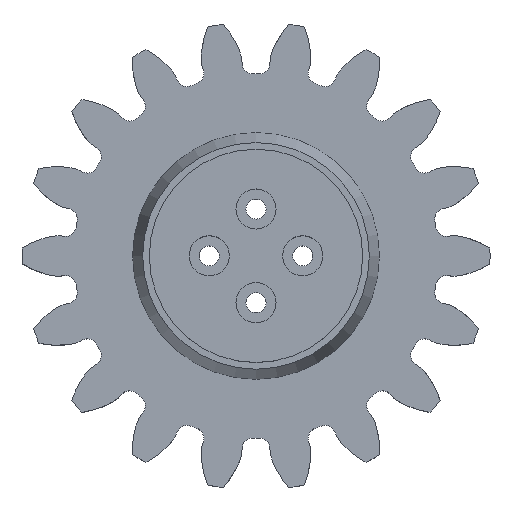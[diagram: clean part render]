
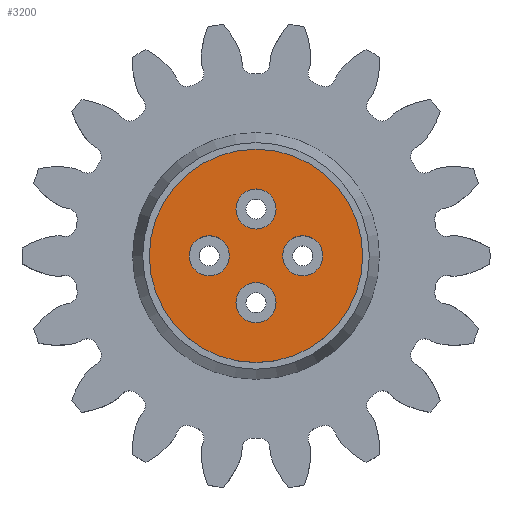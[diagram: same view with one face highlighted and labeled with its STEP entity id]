
A CAD part, top view. The second image highlights one B-rep face of the part: STEP entity #3200.
In plain terms, the highlighted planar face has unit normal (0, 0, 1).
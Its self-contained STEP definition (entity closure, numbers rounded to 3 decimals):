
#692=FACE_BOUND('',#1042,.T.);
#693=FACE_BOUND('',#1043,.T.);
#694=FACE_BOUND('',#1044,.T.);
#695=FACE_BOUND('',#1045,.T.);
#861=FACE_OUTER_BOUND('',#1041,.T.);
#1041=EDGE_LOOP('',(#2971));
#1042=EDGE_LOOP('',(#2972));
#1043=EDGE_LOOP('',(#2973));
#1044=EDGE_LOOP('',(#2974));
#1045=EDGE_LOOP('',(#2975));
#1054=CIRCLE('',#3225,3.);
#1057=CIRCLE('',#3230,3.);
#1060=CIRCLE('',#3235,3.);
#1063=CIRCLE('',#3240,3.);
#1223=CIRCLE('',#3520,15.95);
#1230=VERTEX_POINT('',#4399);
#1233=VERTEX_POINT('',#4408);
#1236=VERTEX_POINT('',#4417);
#1239=VERTEX_POINT('',#4426);
#1543=VERTEX_POINT('',#16036);
#1550=EDGE_CURVE('',#1230,#1230,#1054,.T.);
#1554=EDGE_CURVE('',#1233,#1233,#1057,.T.);
#1558=EDGE_CURVE('',#1236,#1236,#1060,.T.);
#1562=EDGE_CURVE('',#1239,#1239,#1063,.T.);
#2020=EDGE_CURVE('',#1543,#1543,#1223,.T.);
#2971=ORIENTED_EDGE('',*,*,#2020,.T.);
#2972=ORIENTED_EDGE('',*,*,#1550,.T.);
#2973=ORIENTED_EDGE('',*,*,#1554,.T.);
#2974=ORIENTED_EDGE('',*,*,#1558,.T.);
#2975=ORIENTED_EDGE('',*,*,#1562,.T.);
#3033=PLANE('',#3522);
#3200=ADVANCED_FACE('',(#861,#692,#693,#694,#695),#3033,.T.);
#3225=AXIS2_PLACEMENT_3D('',#4400,#3544,#3545);
#3230=AXIS2_PLACEMENT_3D('',#4409,#3555,#3556);
#3235=AXIS2_PLACEMENT_3D('',#4418,#3566,#3567);
#3240=AXIS2_PLACEMENT_3D('',#4427,#3577,#3578);
#3520=AXIS2_PLACEMENT_3D('',#16037,#4363,#4364);
#3522=AXIS2_PLACEMENT_3D('',#16041,#4368,#4369);
#3544=DIRECTION('center_axis',(0.,0.,-1.));
#3545=DIRECTION('ref_axis',(1.,0.,0.));
#3555=DIRECTION('center_axis',(0.,0.,-1.));
#3556=DIRECTION('ref_axis',(1.,0.,0.));
#3566=DIRECTION('center_axis',(0.,0.,-1.));
#3567=DIRECTION('ref_axis',(1.,0.,0.));
#3577=DIRECTION('center_axis',(0.,0.,-1.));
#3578=DIRECTION('ref_axis',(1.,0.,0.));
#4363=DIRECTION('center_axis',(0.,0.,1.));
#4364=DIRECTION('ref_axis',(-1.,0.,0.));
#4368=DIRECTION('center_axis',(0.,0.,1.));
#4369=DIRECTION('ref_axis',(-1.,0.,0.));
#4399=CARTESIAN_POINT('',(-3.,7.,17.));
#4400=CARTESIAN_POINT('Origin',(0.,7.,17.));
#4408=CARTESIAN_POINT('',(-3.,-7.,17.));
#4409=CARTESIAN_POINT('Origin',(0.,-7.,
17.));
#4417=CARTESIAN_POINT('',(4.,0.,17.));
#4418=CARTESIAN_POINT('Origin',(7.,0.,
17.));
#4426=CARTESIAN_POINT('',(-10.,0.,17.));
#4427=CARTESIAN_POINT('Origin',(-7.,0.,
17.));
#16036=CARTESIAN_POINT('',(15.95,0.,17.));
#16037=CARTESIAN_POINT('Origin',(0.,0.,17.));
#16041=CARTESIAN_POINT('Origin',(0.,0.,17.));
